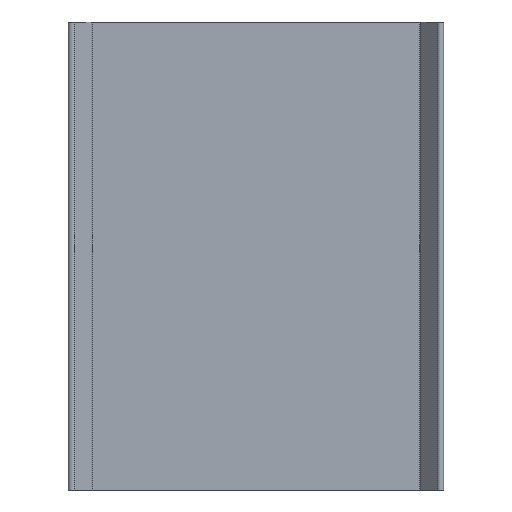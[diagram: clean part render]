
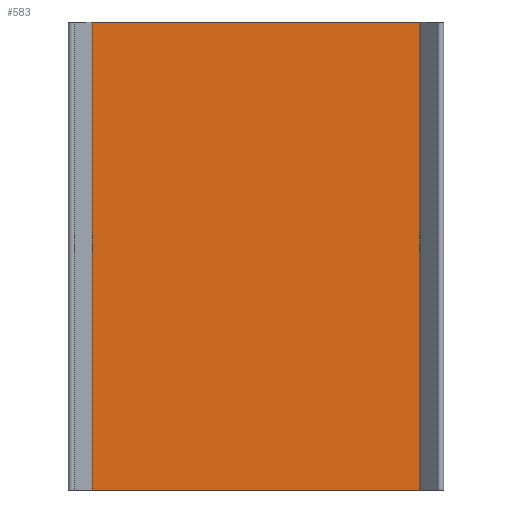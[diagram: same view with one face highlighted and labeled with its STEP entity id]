
A CAD part, front view. The second image highlights one B-rep face of the part: STEP entity #583.
In plain terms, the highlighted planar face has unit normal (0, -1, 0).
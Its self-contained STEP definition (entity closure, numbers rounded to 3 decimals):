
#77=FACE_OUTER_BOUND('',#107,.T.);
#107=EDGE_LOOP('',(#475,#476,#477,#478));
#138=LINE('',#915,#198);
#165=LINE('',#995,#225);
#167=LINE('',#998,#227);
#168=LINE('',#999,#228);
#198=VECTOR('',#743,10.);
#225=VECTOR('',#820,10.);
#227=VECTOR('',#824,10.);
#228=VECTOR('',#825,10.);
#257=VERTEX_POINT('',#911);
#258=VERTEX_POINT('',#913);
#285=VERTEX_POINT('',#992);
#286=VERTEX_POINT('',#994);
#326=EDGE_CURVE('',#258,#257,#138,.T.);
#365=EDGE_CURVE('',#286,#285,#165,.T.);
#367=EDGE_CURVE('',#257,#285,#167,.T.);
#368=EDGE_CURVE('',#286,#258,#168,.T.);
#475=ORIENTED_EDGE('',*,*,#367,.F.);
#476=ORIENTED_EDGE('',*,*,#326,.F.);
#477=ORIENTED_EDGE('',*,*,#368,.F.);
#478=ORIENTED_EDGE('',*,*,#365,.T.);
#553=PLANE('',#660);
#583=ADVANCED_FACE('',(#77),#553,.T.);
#660=AXIS2_PLACEMENT_3D('',#997,#822,#823);
#743=DIRECTION('',(0.,0.,-1.));
#820=DIRECTION('',(0.,0.,-1.));
#822=DIRECTION('center_axis',(0.,-1.,0.));
#823=DIRECTION('ref_axis',(0.,0.,-1.));
#824=DIRECTION('',(-1.,0.,0.));
#825=DIRECTION('',(1.,0.,0.));
#911=CARTESIAN_POINT('',(38.6,-1.4,-100.));
#913=CARTESIAN_POINT('',(38.6,-1.4,0.));
#915=CARTESIAN_POINT('',(38.6,-1.4,0.));
#992=CARTESIAN_POINT('',(-38.6,-1.4,-100.));
#994=CARTESIAN_POINT('',(-38.6,-1.4,0.));
#995=CARTESIAN_POINT('',(-38.6,-1.4,0.));
#997=CARTESIAN_POINT('Origin',(-38.6,-1.4,0.));
#998=CARTESIAN_POINT('',(38.6,-1.4,-100.));
#999=CARTESIAN_POINT('',(-38.6,-1.4,0.));
